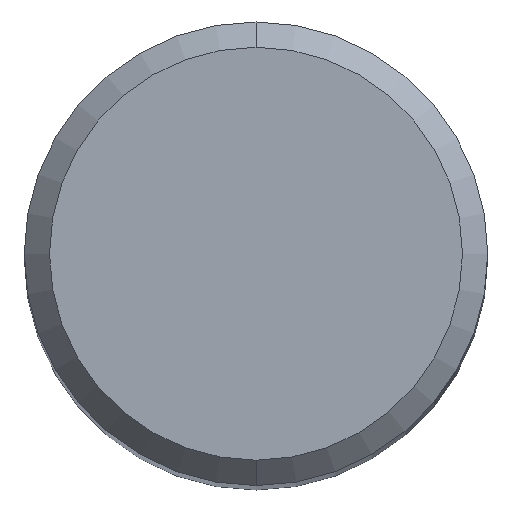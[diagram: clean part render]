
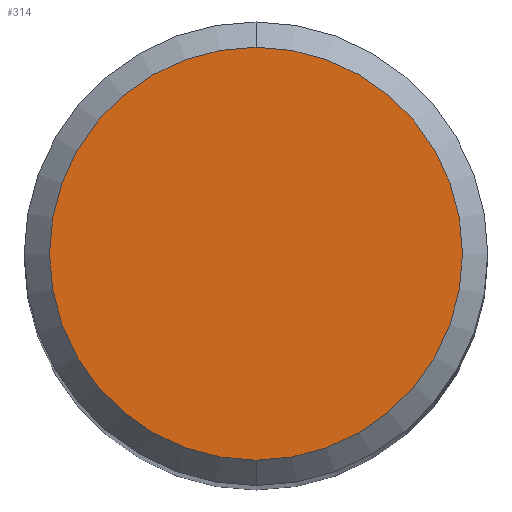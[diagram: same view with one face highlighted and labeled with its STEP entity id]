
A CAD part, top view. The second image highlights one B-rep face of the part: STEP entity #314.
In plain terms, the highlighted planar face has unit normal (0, 0, 1).
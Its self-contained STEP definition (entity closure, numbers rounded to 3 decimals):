
#238=VERTEX_POINT('',#545);
#258=VERTEX_POINT('',#567);
#274=EDGE_CURVE('',#258,#238,#583,.T.);
#314=ADVANCED_FACE('',(#626),#627,.T.);
#344=EDGE_CURVE('',#238,#258,#660,.T.);
#545=CARTESIAN_POINT('',(0.,-4.9,0.0));
#567=CARTESIAN_POINT('',(0.0,4.9,0.0));
#583=CIRCLE('',#1024,4.9);
#626=FACE_OUTER_BOUND('',#1124,.T.);
#627=PLANE('',#1125);
#660=CIRCLE('',#1165,4.9);
#1024=AXIS2_PLACEMENT_3D('',#1585,#1586,#1587);
#1124=EDGE_LOOP('',(#1624,#1625));
#1125=AXIS2_PLACEMENT_3D('',#1626,#1627,#1628);
#1165=AXIS2_PLACEMENT_3D('',#1660,#1661,#1662);
#1585=CARTESIAN_POINT('',(0.0,0.0,0.0));
#1586=DIRECTION('',(0.0,0.0,-1.0));
#1587=DIRECTION('',(0.0,1.0,0.0));
#1624=ORIENTED_EDGE('',*,*,#274,.F.);
#1625=ORIENTED_EDGE('',*,*,#344,.F.);
#1626=CARTESIAN_POINT('',(0.0,2.45,0.0));
#1627=DIRECTION('',(-0.0,0.0,1.0));
#1628=DIRECTION('',(0.0,-1.0,0.0));
#1660=CARTESIAN_POINT('',(0.0,0.0,0.0));
#1661=DIRECTION('',(0.0,0.0,-1.0));
#1662=DIRECTION('',(0.0,1.0,0.0));
